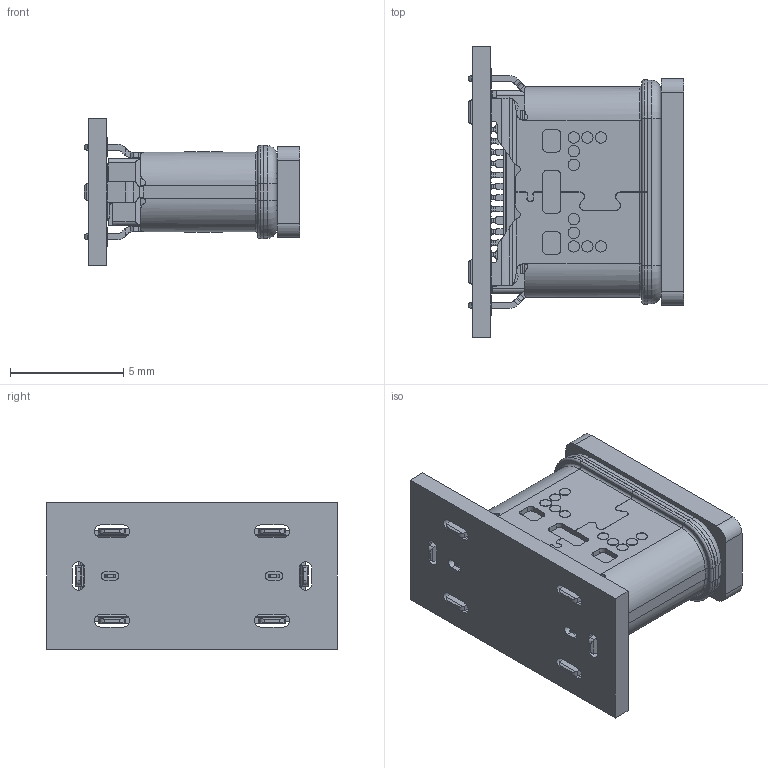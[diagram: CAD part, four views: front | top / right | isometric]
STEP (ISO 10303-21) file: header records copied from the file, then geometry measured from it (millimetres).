
FILE_DESCRIPTION((''),'2;1');
FILE_NAME('C12402082_ASM','2021-11-23T',('alec.li'),(''),'PRO/ENGINEER BY PARAMETRIC TECHNOLOGY CORPORATION, 2011490','PRO/ENGINEER BY PARAMETRIC TECHNOLOGY CORPORATION, 2011490','');
FILE_SCHEMA(('CONFIG_CONTROL_DESIGN'));
Length unit declared in the file: millimetre
Products named in the file (7): PRT0001; PCB_6_2; CF_1__2; 12402082_ASM_60_ASM_34_ASM_ASM_ASM; C12402082_ASM_ASM_ASM; C12402082_ASM_ASM; C12402082_ASM
Assembly tree (6 placements, depth 5):
  C12402082_ASM
    C12402082_ASM_ASM
      C12402082_ASM_ASM_ASM
        12402082_ASM_60_ASM_34_ASM_ASM_ASM
          PRT0001
          PCB_6_2
          CF_1__2
Bounding box: 9.5 x 12.8 x 6.45 mm (x, y, z)
Volume: 267.2 mm3; surface area: 1204 mm2
Topology: 3 solids, 4 shells, 2014 faces, 5579 edges, 3634 vertices
Faces by surface type: plane 1271, cylinder 643, bspline 32, sphere 32, torus 20, cone 16
Entity records: 67107 total; most frequent: CARTESIAN_POINT 15106, ORIENTED_EDGE 11094, DIRECTION 10509, EDGE_CURVE 5547, VECTOR 3903, LINE 3903, VERTEX_POINT 3634, AXIS2_PLACEMENT_3D 3303
